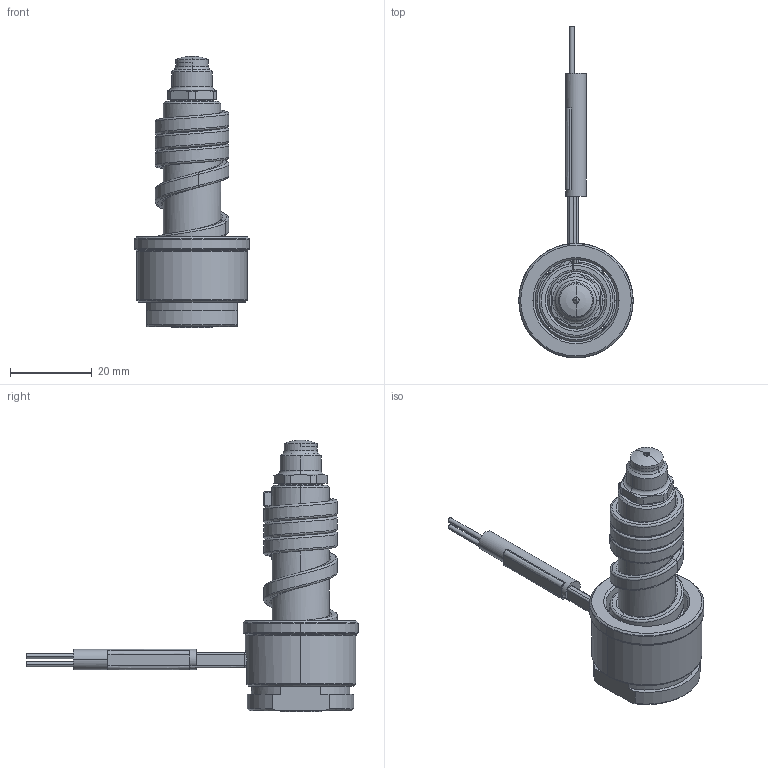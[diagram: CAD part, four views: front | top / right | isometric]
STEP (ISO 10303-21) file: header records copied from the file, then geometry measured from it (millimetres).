
FILE_DESCRIPTION((''),'2;1');
FILE_NAME('ML-66-BEU-R','2014-02-26T',('Íàòàëüÿ'),('IMID'),'PRO/ENGINEER BY PARAMETRIC TECHNOLOGY CORPORATION, 2010180','PRO/ENGINEER BY PARAMETRIC TECHNOLOGY CORPORATION, 2010180','');
FILE_SCHEMA(('CONFIG_CONTROL_DESIGN'));
Length unit declared in the file: millimetre
Products named in the file (1): ML-66-BEU-R
Bounding box: 28 x 81 x 66.2 mm (x, y, z)
Volume: 17591.2 mm3; surface area: 12423.9 mm2
Topology: 1 solids, 9 shells, 335 faces, 890 edges, 538 vertices
Faces by surface type: cylinder 107, bspline 63, cone 58, plane 57, torus 28, revolution 9, extrusion 7, sphere 6
Entity records: 16519 total; most frequent: CARTESIAN_POINT 8543, ORIENTED_EDGE 1752, DIRECTION 1542, EDGE_CURVE 888, AXIS2_PLACEMENT_3D 624, VERTEX_POINT 538, CIRCLE 367, EDGE_LOOP 360
